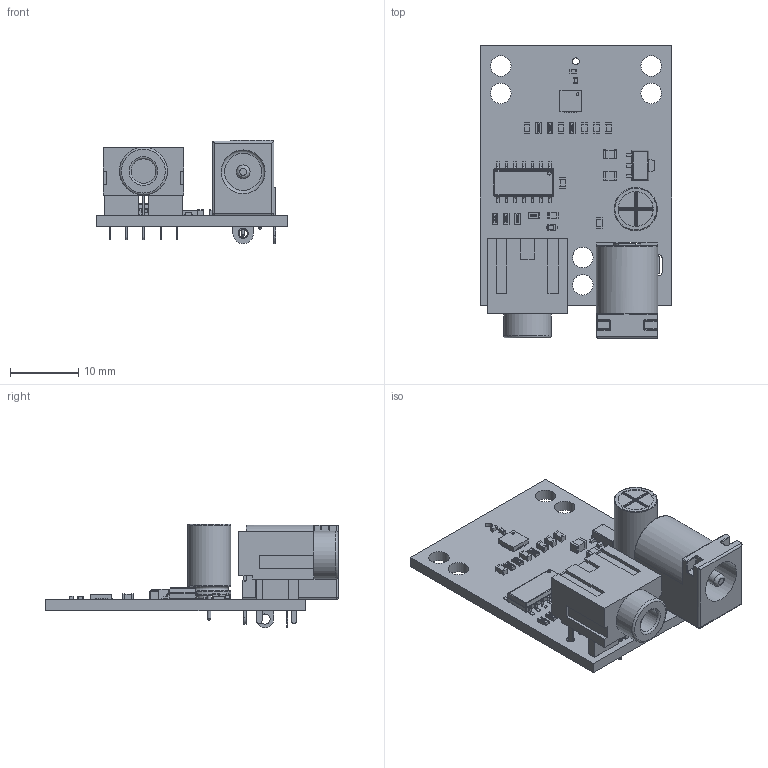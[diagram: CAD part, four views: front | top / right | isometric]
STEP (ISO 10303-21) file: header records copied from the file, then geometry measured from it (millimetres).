
FILE_DESCRIPTION(('Open CASCADE Model'),'2;1');
FILE_NAME('Open CASCADE Shape Model','2023-10-30T16:14:27',('Author'),( 'Open CASCADE'),'Open CASCADE STEP processor 7.5','Open CASCADE 7.5' ,'Unknown');
FILE_SCHEMA(('AUTOMOTIVE_DESIGN { 1 0 10303 214 1 1 1 1 }'));
Length unit declared in the file: millimetre
Products named in the file (51): PCB; Boardfrm-mw-diode-detector; Open CASCADE STEP translator 7.5 4.1.1; C12frm-mw-diode-detector; 0603 cap; C5frm-mw-diode-detector; U3frm-mw-diode-detector; 7184666144; Open CASCADE STEP translator 6.8 11.1; Body; Open CASCADE STEP translator 6.8 11.2.1; Thermal_Shape; Pin_Shape; Open CASCADE STEP translator 6.8 11.4.1; P2frm-mw-diode-detector; 7EF2B92C-0FC9-4C85-B662-5CEC65BFCCC4_2; C9frm-mw-diode-detector; 0402 cap; C8frm-mw-diode-detector; U2frm-mw-diode-detector; 7184665424; Open CASCADE STEP translator 6.8 2.1; Open CASCADE STEP translator 6.8 2.2.1; Leader; U1frm-mw-diode-detector; SOT-89; R3frm-mw-diode-detector; 0603 resistor; R2frm-mw-diode-detector; R1frm-mw-diode-detector; R4frm-mw-diode-detector; R7frm-mw-diode-detector; R6frm-mw-diode-detector; R5frm-mw-diode-detector; P1frm-mw-diode-detector; F0972D8A-C5C0-4A84-836D-A9666EE65C2D-v2; L1frm-mw-diode-detector; FER 0603; D1frm-mw-diode-detector; SOD523F ...
Assembly tree (92 placements, depth 5):
  PCB
    Boardfrm-mw-diode-detector
      Open CASCADE STEP translator 7.5 4.1.1
    C12frm-mw-diode-detector
      0603 cap
    C5frm-mw-diode-detector
      0603 cap
    U3frm-mw-diode-detector
      7184666144
        Open CASCADE STEP translator 6.8 11.1
        Body
          Open CASCADE STEP translator 6.8 11.2.1
        Thermal_Shape
        Pin_Shape  x16
          Open CASCADE STEP translator 6.8 11.4.1
    P2frm-mw-diode-detector
      7EF2B92C-0FC9-4C85-B662-5CEC65BFCCC4_2
    C9frm-mw-diode-detector
      0402 cap
    C8frm-mw-diode-detector
      0402 cap
    U2frm-mw-diode-detector
      7184665424
        Open CASCADE STEP translator 6.8 2.1
        Body
          Open CASCADE STEP translator 6.8 2.2.1
        Leader  x14
    U1frm-mw-diode-detector
      SOT-89
    R3frm-mw-diode-detector
      0603 resistor
    R2frm-mw-diode-detector
      0603 resistor
    R1frm-mw-diode-detector
      0603 resistor
    R4frm-mw-diode-detector
      0603 resistor
    R7frm-mw-diode-detector
      0603 resistor
    R6frm-mw-diode-detector
      0603 resistor
    R5frm-mw-diode-detector
      0603 resistor
    P1frm-mw-diode-detector
      F0972D8A-C5C0-4A84-836D-A9666EE65C2D-v2
    L1frm-mw-diode-detector
      FER 0603
    D1frm-mw-diode-detector
      SOD523F
    C10frm-mw-diode-detector
      0603 cap
    C11frm-mw-diode-detector
      0603 cap
    C7frm-mw-diode-detector
      0603 cap
    C6frm-mw-diode-detector
      0603 cap
    C4frm-mw-diode-detector
      0805 cap
    C3frm-mw-diode-detector
Bounding box: 28 x 42.85 x 15.1 mm (x, y, z)
Volume: 4168.9 mm3; surface area: 5469.4 mm2
Topology: 76 solids, 78 shells, 2005 faces, 4829 edges, 2817 vertices
Faces by surface type: plane 1190, cylinder 532, sphere 210, torus 42, bspline 31
Full cylindrical faces by diameter (mm): 0.388 x1, 0.5 x3, 0.85 x2, 0.9 x2, 1 x1, 1.2 x6, 1.5 x4, 2 x1, 3 x6, 3.6 x1, 6.1 x2, 6.4 x1, 7 x1
Entity records: 26398 total; most frequent: CARTESIAN_POINT 5326, DIRECTION 4083, ORIENTED_EDGE 3632, EDGE_CURVE 1817, AXIS2_PLACEMENT_3D 1485, LINE 1113, VECTOR 1113, VERTEX_POINT 1089
